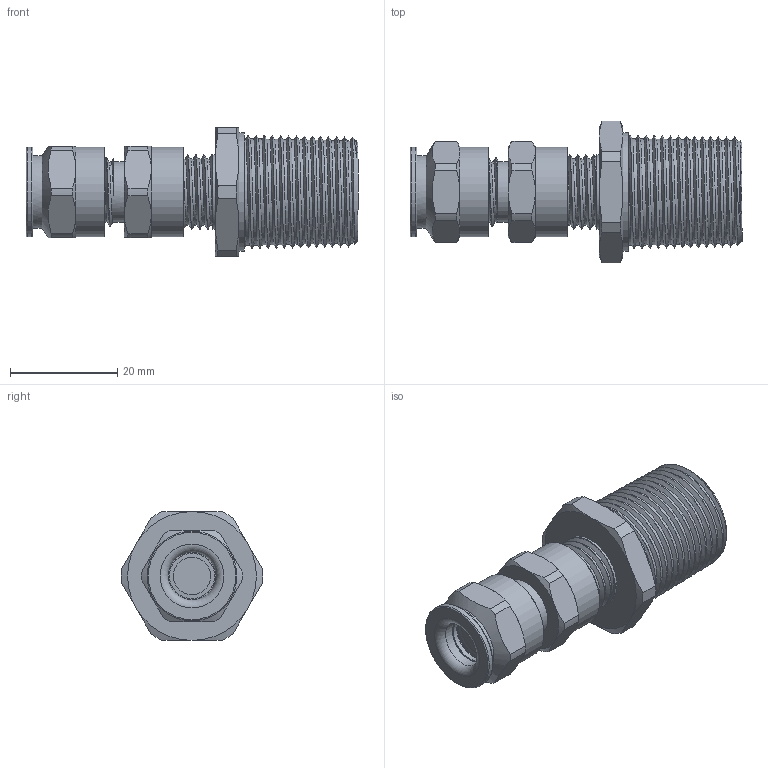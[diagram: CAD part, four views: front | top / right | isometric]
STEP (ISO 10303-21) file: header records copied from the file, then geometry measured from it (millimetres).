
FILE_DESCRIPTION(/* description */ ('ADE-4F NPT 1/2"'),/* implementation_level */ '2;1');
FILE_NAME(/* name */ '00848664V1-RST.stp',/* time_stamp */ '2020-03-17T14:12:12+01:00',/* author */ ('sl'),/* organization */ (''),/* preprocessor_version */ 'ST-DEVELOPER v16.5',/* originating_system */ 'Autodesk Inventor 2017',/* authorisation */ '');
FILE_SCHEMA (('AUTOMOTIVE_DESIGN { 1 0 10303 214 3 1 1 }'));
Length unit declared in the file: millimetre
Products named in the file (9): 00848664V1; 00848664V1_1; 00848664V1_2; 00848664V1_3; 00848664V1_4; 00848664V1_5; 00848664V1_6; 00848664V1_7; 00846594V1
Assembly tree (8 placements, depth 2):
  00848664V1
    00848664V1_1
    00848664V1_2
    00848664V1_3
    00848664V1_4
    00848664V1_5
    00848664V1_6
    00848664V1_7
    00846594V1
Bounding box: 61.87 x 26.4 x 24 mm (x, y, z)
Volume: 9450.2 mm3; surface area: 11458.5 mm2
Topology: 9 solids, 9 shells, 215 faces, 467 edges, 292 vertices
Faces by surface type: cylinder 74, plane 69, cone 46, torus 15, bspline 11
Full cylindrical faces by diameter (mm): 5.31 x1, 5.35 x1, 5.55 x2, 5.67 x1, 7.6 x1, 7.68 x1, 7.72 x1, 8.38 x1, 8.47 x1, 8.66 x1, 8.67 x1, 8.7 x1, 8.9 x1, 9.54 x1, 9.66 x1, 10 x2, 10.13 x1, 10.14 x1, 10.3 x1, 10.8 x1, 11.11 x1, 11.27 x4, 11.56 x1, 11.78 x1, 12.02 x2, 12.16 x6, 13.2 x5, 13.51 x1, 13.9 x5, 15.72 x1
Entity records: 11796 total; most frequent: CARTESIAN_POINT 7847, DIRECTION 804, ORIENTED_EDGE 660, AXIS2_PLACEMENT_3D 382, EDGE_CURVE 329, EDGE_LOOP 298, VERTEX_POINT 241, FACE_OUTER_BOUND 195
